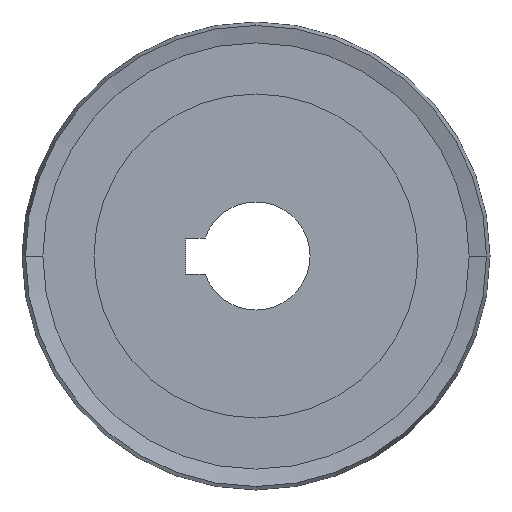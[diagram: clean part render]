
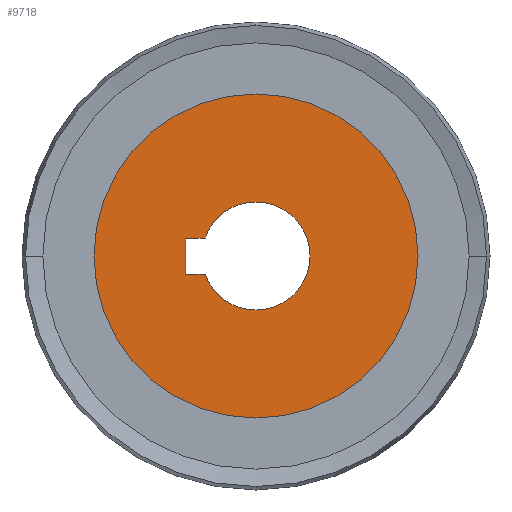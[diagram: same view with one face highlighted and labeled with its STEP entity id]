
A CAD part, left-side view. The second image highlights one B-rep face of the part: STEP entity #9718.
In plain terms, the highlighted planar face has unit normal (-1, 0, 0).
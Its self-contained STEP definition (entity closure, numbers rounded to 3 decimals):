
#3 = DIRECTION ( 'NONE',  ( 1., 0., 0. ) ) ;
#255 = CIRCLE ( 'NONE', #9804, 6. ) ;
#485 = CARTESIAN_POINT ( 'NONE',  ( 0., 7.8, 2. ) ) ;
#647 = CIRCLE ( 'NONE', #1041, 18. ) ;
#714 = VECTOR ( 'NONE', #8354, 1000. ) ;
#771 = CARTESIAN_POINT ( 'NONE',  ( 0., 0., 0. ) ) ;
#852 = CARTESIAN_POINT ( 'NONE',  ( 0., 0., 0. ) ) ;
#1041 = AXIS2_PLACEMENT_3D ( 'NONE', #3124, #3969, #7338 ) ;
#1156 = CARTESIAN_POINT ( 'NONE',  ( 0., 18., 0. ) ) ;
#1262 = CARTESIAN_POINT ( 'NONE',  ( 0., 7.8, 2. ) ) ;
#1352 = ORIENTED_EDGE ( 'NONE', *, *, #9519, .T. ) ;
#1474 = ORIENTED_EDGE ( 'NONE', *, *, #10621, .T. ) ;
#1534 = CARTESIAN_POINT ( 'NONE',  ( 0., 5.657, 2. ) ) ;
#1932 = CARTESIAN_POINT ( 'NONE',  ( 0., 7.8, -2. ) ) ;
#2602 = CARTESIAN_POINT ( 'NONE',  ( 0., 0., 0. ) ) ;
#2698 = FACE_BOUND ( 'NONE', #8696, .T. ) ;
#2898 = CARTESIAN_POINT ( 'NONE',  ( 0., 7.8, -2. ) ) ;
#2989 = VECTOR ( 'NONE', #8896, 1000. ) ;
#3124 = CARTESIAN_POINT ( 'NONE',  ( 0., 0., 0. ) ) ;
#3236 = VERTEX_POINT ( 'NONE', #1932 ) ;
#3452 = CARTESIAN_POINT ( 'NONE',  ( 0., 0., 18. ) ) ;
#3570 = VERTEX_POINT ( 'NONE', #4951 ) ;
#3692 = DIRECTION ( 'NONE',  ( 0., 1., 0. ) ) ;
#3770 = LINE ( 'NONE', #4898, #714 ) ;
#3776 = CARTESIAN_POINT ( 'NONE',  ( 0., 0., 0. ) ) ;
#3805 = DIRECTION ( 'NONE',  ( 1., 0., 0. ) ) ;
#3825 = ORIENTED_EDGE ( 'NONE', *, *, #5859, .T. ) ;
#3950 = ORIENTED_EDGE ( 'NONE', *, *, #6667, .T. ) ;
#3969 = DIRECTION ( 'NONE',  ( 1., 0., 0. ) ) ;
#4270 = DIRECTION ( 'NONE',  ( 1., 0., 0. ) ) ;
#4291 = CARTESIAN_POINT ( 'NONE',  ( 0., 0., -18. ) ) ;
#4328 = DIRECTION ( 'NONE',  ( 0., 0., -1. ) ) ;
#4898 = CARTESIAN_POINT ( 'NONE',  ( 0., 7.8, 2. ) ) ;
#4951 = CARTESIAN_POINT ( 'NONE',  ( 0., 0., 6. ) ) ;
#5010 = LINE ( 'NONE', #485, #2989 ) ;
#5063 = DIRECTION ( 'NONE',  ( 0., 0., 1. ) ) ;
#5151 = PLANE ( 'NONE',  #5343 ) ;
#5274 = ORIENTED_EDGE ( 'NONE', *, *, #8113, .T. ) ;
#5343 = AXIS2_PLACEMENT_3D ( 'NONE', #1156, #3805, #8085 ) ;
#5728 = AXIS2_PLACEMENT_3D ( 'NONE', #2602, #9422, #4328 ) ;
#5781 = FACE_OUTER_BOUND ( 'NONE', #10131, .T. ) ;
#5787 = VERTEX_POINT ( 'NONE', #6614 ) ;
#5859 = EDGE_CURVE ( 'NONE', #6610, #5787, #8763, .T. ) ;
#5989 = DIRECTION ( 'NONE',  ( 0., 0., -1. ) ) ;
#6061 = AXIS2_PLACEMENT_3D ( 'NONE', #771, #4270, #5989 ) ;
#6158 = EDGE_CURVE ( 'NONE', #9484, #3570, #255, .T. ) ;
#6222 = EDGE_CURVE ( 'NONE', #9779, #10567, #647, .T. ) ;
#6286 = CIRCLE ( 'NONE', #10758, 18. ) ;
#6610 = VERTEX_POINT ( 'NONE', #7857 ) ;
#6614 = CARTESIAN_POINT ( 'NONE',  ( 0., 5.657, -2. ) ) ;
#6667 = EDGE_CURVE ( 'NONE', #5787, #3236, #7692, .T. ) ;
#7115 = DIRECTION ( 'NONE',  ( 0., 0., -1. ) ) ;
#7338 = DIRECTION ( 'NONE',  ( 0., 0., 1. ) ) ;
#7371 = ORIENTED_EDGE ( 'NONE', *, *, #6222, .F. ) ;
#7575 = ORIENTED_EDGE ( 'NONE', *, *, #9945, .F. ) ;
#7692 = LINE ( 'NONE', #2898, #9680 ) ;
#7857 = CARTESIAN_POINT ( 'NONE',  ( 0., 0., -6. ) ) ;
#8085 = DIRECTION ( 'NONE',  ( 0., 0., -1. ) ) ;
#8113 = EDGE_CURVE ( 'NONE', #8892, #9484, #5010, .T. ) ;
#8354 = DIRECTION ( 'NONE',  ( 0., 0., 1. ) ) ;
#8696 = EDGE_LOOP ( 'NONE', ( #1352, #5274, #10077, #1474, #3825, #3950 ) ) ;
#8763 = CIRCLE ( 'NONE', #6061, 6. ) ;
#8892 = VERTEX_POINT ( 'NONE', #1262 ) ;
#8896 = DIRECTION ( 'NONE',  ( 0., -1., 0. ) ) ;
#9005 = CIRCLE ( 'NONE', #5728, 6. ) ;
#9422 = DIRECTION ( 'NONE',  ( 1., 0., 0. ) ) ;
#9484 = VERTEX_POINT ( 'NONE', #1534 ) ;
#9519 = EDGE_CURVE ( 'NONE', #3236, #8892, #3770, .T. ) ;
#9680 = VECTOR ( 'NONE', #3692, 1000. ) ;
#9718 = ADVANCED_FACE ( 'NONE', ( #5781, #2698 ), #5151, .F. ) ;
#9779 = VERTEX_POINT ( 'NONE', #4291 ) ;
#9804 = AXIS2_PLACEMENT_3D ( 'NONE', #3776, #10457, #7115 ) ;
#9945 = EDGE_CURVE ( 'NONE', #10567, #9779, #6286, .T. ) ;
#10077 = ORIENTED_EDGE ( 'NONE', *, *, #6158, .T. ) ;
#10131 = EDGE_LOOP ( 'NONE', ( #7575, #7371 ) ) ;
#10457 = DIRECTION ( 'NONE',  ( 1., 0., 0. ) ) ;
#10567 = VERTEX_POINT ( 'NONE', #3452 ) ;
#10621 = EDGE_CURVE ( 'NONE', #3570, #6610, #9005, .T. ) ;
#10758 = AXIS2_PLACEMENT_3D ( 'NONE', #852, #3, #5063 ) ;
